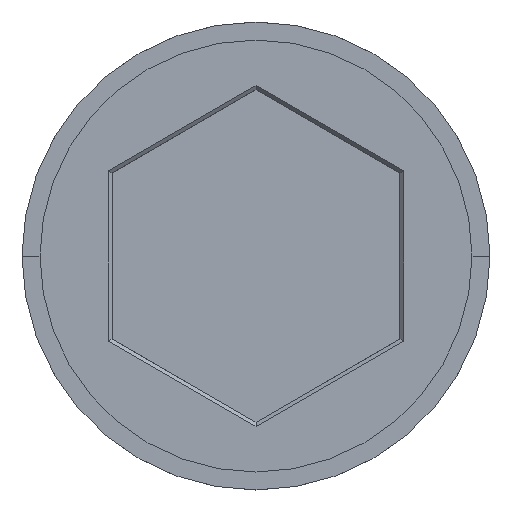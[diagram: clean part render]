
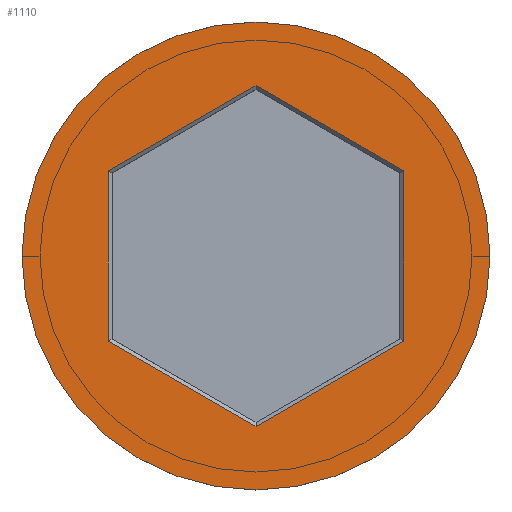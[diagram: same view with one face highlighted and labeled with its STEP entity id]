
A CAD part, top view. The second image highlights one B-rep face of the part: STEP entity #1110.
In plain terms, the highlighted planar face has unit normal (0, 0, 1).
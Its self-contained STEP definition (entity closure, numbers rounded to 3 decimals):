
#76 = VECTOR ( 'NONE', #201, 1000. ) ;
#96 = CARTESIAN_POINT ( 'NONE',  ( 0., 0., 0. ) ) ;
#106 = FACE_BOUND ( 'NONE', #1146, .T. ) ;
#108 = CARTESIAN_POINT ( 'NONE',  ( -0.05, 4.705, 0. ) ) ;
#140 = CARTESIAN_POINT ( 'NONE',  ( -4.1, 2.309, 0. ) ) ;
#156 = AXIS2_PLACEMENT_3D ( 'NONE', #1546, #678, #440 ) ;
#201 = DIRECTION ( 'NONE',  ( 0.866, 0.5, 0. ) ) ;
#210 = CIRCLE ( 'NONE', #1601, 6.5 ) ;
#223 = FACE_OUTER_BOUND ( 'NONE', #668, .T. ) ;
#274 = CARTESIAN_POINT ( 'NONE',  ( 6.5, 0., 0. ) ) ;
#297 = VERTEX_POINT ( 'NONE', #774 ) ;
#300 = LINE ( 'NONE', #790, #1329 ) ;
#345 = EDGE_CURVE ( 'NONE', #1023, #552, #1392, .T. ) ;
#352 = ORIENTED_EDGE ( 'NONE', *, *, #752, .T. ) ;
#364 = CARTESIAN_POINT ( 'NONE',  ( 0., -4.734, 0. ) ) ;
#387 = ORIENTED_EDGE ( 'NONE', *, *, #1427, .T. ) ;
#440 = DIRECTION ( 'NONE',  ( 1., 0., 0. ) ) ;
#449 = EDGE_CURVE ( 'NONE', #1290, #1023, #300, .T. ) ;
#450 = CARTESIAN_POINT ( 'NONE',  ( 0., 0., 0. ) ) ;
#514 = CARTESIAN_POINT ( 'NONE',  ( 4.05, 2.396, 0. ) ) ;
#549 = VECTOR ( 'NONE', #1087, 1000. ) ;
#552 = VERTEX_POINT ( 'NONE', #1314 ) ;
#569 = PLANE ( 'NONE',  #156 ) ;
#611 = ORIENTED_EDGE ( 'NONE', *, *, #1078, .T. ) ;
#627 = LINE ( 'NONE', #140, #633 ) ;
#633 = VECTOR ( 'NONE', #640, 1000. ) ;
#635 = LINE ( 'NONE', #514, #1104 ) ;
#640 = DIRECTION ( 'NONE',  ( 0., 1., 0. ) ) ;
#642 = DIRECTION ( 'NONE',  ( 0., 0., 1. ) ) ;
#659 = ORIENTED_EDGE ( 'NONE', *, *, #680, .T. ) ;
#668 = EDGE_LOOP ( 'NONE', ( #1182, #611 ) ) ;
#678 = DIRECTION ( 'NONE',  ( 0., 0., 1. ) ) ;
#680 = EDGE_CURVE ( 'NONE', #817, #297, #1371, .T. ) ;
#752 = EDGE_CURVE ( 'NONE', #297, #1158, #635, .T. ) ;
#774 = CARTESIAN_POINT ( 'NONE',  ( 0., 4.734, 0. ) ) ;
#785 = CARTESIAN_POINT ( 'NONE',  ( -4.05, -2.396, 0. ) ) ;
#790 = CARTESIAN_POINT ( 'NONE',  ( 0.05, -4.705, 0. ) ) ;
#817 = VERTEX_POINT ( 'NONE', #1286 ) ;
#843 = DIRECTION ( 'NONE',  ( 1., 0., 0. ) ) ;
#888 = DIRECTION ( 'NONE',  ( 1., 0., 0. ) ) ;
#927 = AXIS2_PLACEMENT_3D ( 'NONE', #96, #642, #888 ) ;
#983 = CARTESIAN_POINT ( 'NONE',  ( 4.1, 2.367, 0. ) ) ;
#993 = DIRECTION ( 'NONE',  ( 0.866, -0.5, 0. ) ) ;
#997 = CARTESIAN_POINT ( 'NONE',  ( 4.1, -2.367, 0. ) ) ;
#1006 = CARTESIAN_POINT ( 'NONE',  ( -6.5, 0., 0. ) ) ;
#1023 = VERTEX_POINT ( 'NONE', #364 ) ;
#1030 = EDGE_CURVE ( 'NONE', #1158, #1290, #1594, .T. ) ;
#1078 = EDGE_CURVE ( 'NONE', #1089, #1454, #1549, .T. ) ;
#1087 = DIRECTION ( 'NONE',  ( 0., -1., 0. ) ) ;
#1089 = VERTEX_POINT ( 'NONE', #1006 ) ;
#1100 = ORIENTED_EDGE ( 'NONE', *, *, #345, .T. ) ;
#1104 = VECTOR ( 'NONE', #993, 1000. ) ;
#1110 = ADVANCED_FACE ( 'NONE', ( #106, #223 ), #569, .T. ) ;
#1143 = EDGE_CURVE ( 'NONE', #1454, #1089, #210, .T. ) ;
#1146 = EDGE_LOOP ( 'NONE', ( #387, #659, #352, #1386, #1192, #1100 ) ) ;
#1158 = VERTEX_POINT ( 'NONE', #983 ) ;
#1182 = ORIENTED_EDGE ( 'NONE', *, *, #1143, .T. ) ;
#1192 = ORIENTED_EDGE ( 'NONE', *, *, #449, .T. ) ;
#1281 = DIRECTION ( 'NONE',  ( -0.866, -0.5, 0. ) ) ;
#1286 = CARTESIAN_POINT ( 'NONE',  ( -4.1, 2.367, 0. ) ) ;
#1290 = VERTEX_POINT ( 'NONE', #997 ) ;
#1301 = VECTOR ( 'NONE', #1540, 1000. ) ;
#1314 = CARTESIAN_POINT ( 'NONE',  ( -4.1, -2.367, 0. ) ) ;
#1329 = VECTOR ( 'NONE', #1281, 1000. ) ;
#1343 = DIRECTION ( 'NONE',  ( 0., 0., 1. ) ) ;
#1371 = LINE ( 'NONE', #108, #76 ) ;
#1386 = ORIENTED_EDGE ( 'NONE', *, *, #1030, .T. ) ;
#1392 = LINE ( 'NONE', #785, #1301 ) ;
#1427 = EDGE_CURVE ( 'NONE', #552, #817, #627, .T. ) ;
#1454 = VERTEX_POINT ( 'NONE', #274 ) ;
#1540 = DIRECTION ( 'NONE',  ( -0.866, 0.5, 0. ) ) ;
#1546 = CARTESIAN_POINT ( 'NONE',  ( 0., 0., 0. ) ) ;
#1549 = CIRCLE ( 'NONE', #927, 6.5 ) ;
#1594 = LINE ( 'NONE', #1605, #549 ) ;
#1601 = AXIS2_PLACEMENT_3D ( 'NONE', #450, #1343, #843 ) ;
#1605 = CARTESIAN_POINT ( 'NONE',  ( 4.1, -2.309, 0. ) ) ;
